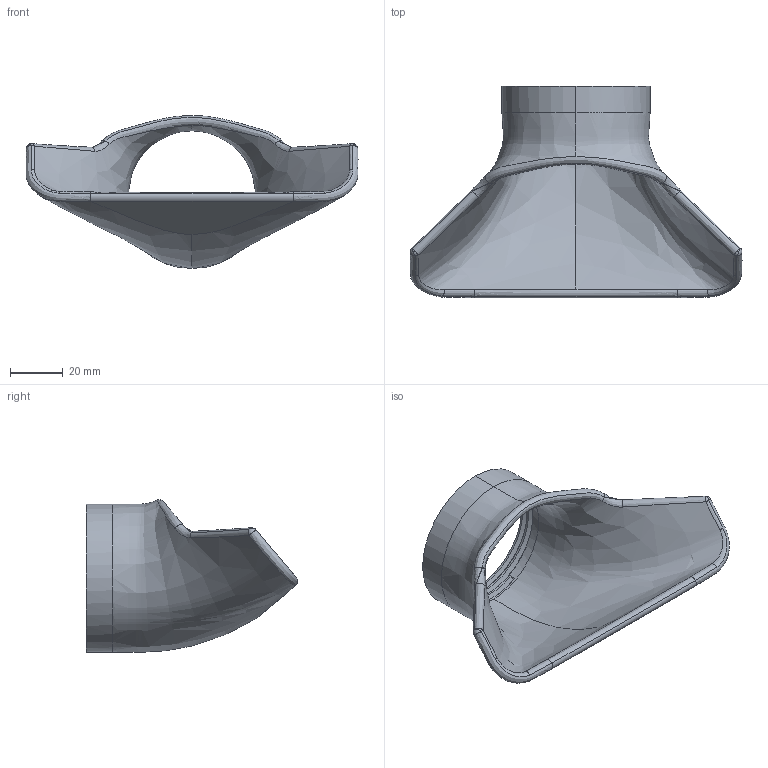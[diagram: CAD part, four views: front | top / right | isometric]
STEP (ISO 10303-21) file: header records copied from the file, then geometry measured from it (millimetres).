
FILE_DESCRIPTION (( 'STEP AP203' ), '1' );
FILE_NAME ('Vacuum mouth.STEP', '2024-10-24T08:26:47', ( '' ), ( '' ), 'SwSTEP 2.0', 'SolidWorks 2024', '' );
FILE_SCHEMA (( 'CONFIG_CONTROL_DESIGN' ));
Length unit declared in the file: millimetre
Products named in the file (1): Vacuum mouth
Bounding box: 125.45 x 79.87 x 57.76 mm (x, y, z)
Volume: 48923.5 mm3; surface area: 27477.3 mm2
Topology: 1 solids, 1 shells, 45 faces, 138 edges, 94 vertices
Faces by surface type: bspline 26, cylinder 10, sphere 6, plane 3
Entity records: 30781 total; most frequent: CARTESIAN_POINT 29693, ORIENTED_EDGE 276, DIRECTION 142, EDGE_CURVE 138, VERTEX_POINT 94, AXIS2_PLACEMENT_3D 65, B_SPLINE_CURVE_WITH_KNOTS 63, EDGE_LOOP 46
